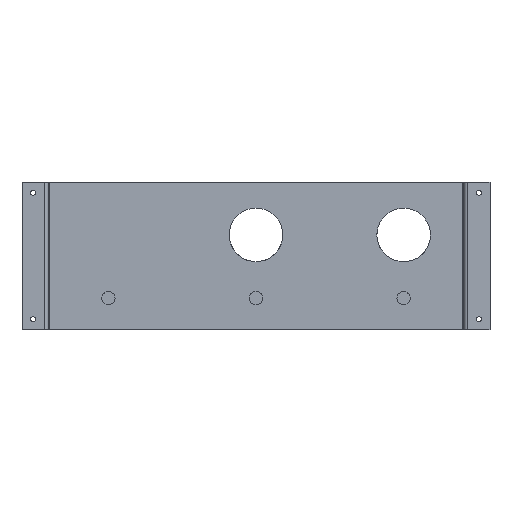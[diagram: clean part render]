
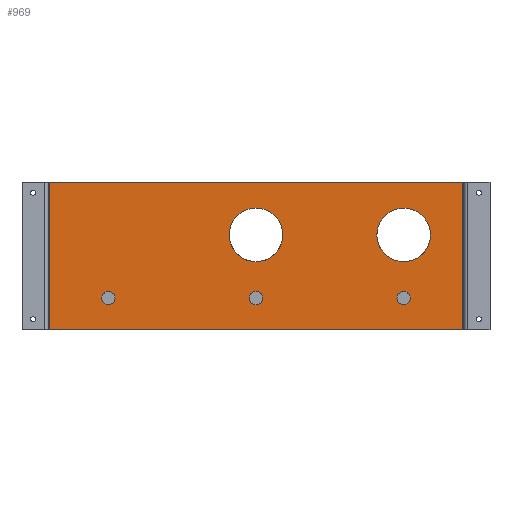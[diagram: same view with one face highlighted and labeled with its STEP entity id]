
A CAD part, front view. The second image highlights one B-rep face of the part: STEP entity #969.
In plain terms, the highlighted planar face has unit normal (0, -1, 0).
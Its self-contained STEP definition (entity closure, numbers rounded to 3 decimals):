
#5 = CARTESIAN_POINT ( 'NONE',  ( 200., -3.18, -70. ) ) ;
#9 = VERTEX_POINT ( 'NONE', #1550 ) ;
#13 = ORIENTED_EDGE ( 'NONE', *, *, #1792, .T. ) ;
#24 = EDGE_CURVE ( 'NONE', #683, #1599, #3029, .T. ) ;
#69 = CARTESIAN_POINT ( 'NONE',  ( 0., -3.18, -46.35 ) ) ;
#80 = ORIENTED_EDGE ( 'NONE', *, *, #2353, .T. ) ;
#91 = EDGE_LOOP ( 'NONE', ( #249, #412, #3168, #988 ) ) ;
#96 = EDGE_CURVE ( 'NONE', #1599, #430, #240, .T. ) ;
#98 = ORIENTED_EDGE ( 'NONE', *, *, #1368, .T. ) ;
#135 = EDGE_CURVE ( 'NONE', #1572, #1334, #1890, .T. ) ;
#233 = DIRECTION ( 'NONE',  ( 0., 1., 0. ) ) ;
#240 = LINE ( 'NONE', #5, #472 ) ;
#246 = VECTOR ( 'NONE', #494, 1000. ) ;
#249 = ORIENTED_EDGE ( 'NONE', *, *, #3202, .F. ) ;
#292 = DIRECTION ( 'NONE',  ( 0., 1., 0. ) ) ;
#301 = VECTOR ( 'NONE', #3079, 1000. ) ;
#318 = PLANE ( 'NONE',  #3089 ) ;
#323 = DIRECTION ( 'NONE',  ( 0., 0., -1. ) ) ;
#333 = CARTESIAN_POINT ( 'NONE',  ( 0., -3.18, 20. ) ) ;
#344 = ORIENTED_EDGE ( 'NONE', *, *, #2291, .T. ) ;
#357 = VERTEX_POINT ( 'NONE', #951 ) ;
#371 = AXIS2_PLACEMENT_3D ( 'NONE', #993, #960, #2752 ) ;
#376 = CARTESIAN_POINT ( 'NONE',  ( 140., -3.18, 45.4 ) ) ;
#411 = DIRECTION ( 'NONE',  ( 0., 1., 0. ) ) ;
#412 = ORIENTED_EDGE ( 'NONE', *, *, #2993, .F. ) ;
#430 = VERTEX_POINT ( 'NONE', #1238 ) ;
#472 = VECTOR ( 'NONE', #1782, 1000. ) ;
#494 = DIRECTION ( 'NONE',  ( 0., 0., 1. ) ) ;
#504 = EDGE_CURVE ( 'NONE', #1334, #1572, #3191, .T. ) ;
#587 = CARTESIAN_POINT ( 'NONE',  ( 0., -3.18, 0. ) ) ;
#625 = CARTESIAN_POINT ( 'NONE',  ( -140., -3.18, -40. ) ) ;
#638 = DIRECTION ( 'NONE',  ( 0., 1., 0. ) ) ;
#650 = CIRCLE ( 'NONE', #3150, 6.35 ) ;
#660 = CARTESIAN_POINT ( 'NONE',  ( 196.02, -3.18, 70. ) ) ;
#683 = VERTEX_POINT ( 'NONE', #660 ) ;
#743 = CARTESIAN_POINT ( 'NONE',  ( 196.02, -3.18, -70. ) ) ;
#766 = VERTEX_POINT ( 'NONE', #2890 ) ;
#778 = LINE ( 'NONE', #2787, #301 ) ;
#780 = DIRECTION ( 'NONE',  ( 0., 0., -1. ) ) ;
#893 = ORIENTED_EDGE ( 'NONE', *, *, #1148, .T. ) ;
#912 = VERTEX_POINT ( 'NONE', #1483 ) ;
#939 = ORIENTED_EDGE ( 'NONE', *, *, #2632, .T. ) ;
#951 = CARTESIAN_POINT ( 'NONE',  ( 0., -3.18, -33.65 ) ) ;
#960 = DIRECTION ( 'NONE',  ( 0., 1., 0. ) ) ;
#969 = ADVANCED_FACE ( 'NONE', ( #3000, #1222, #3269, #1286, #2595, #3066 ), #318, .T. ) ;
#988 = ORIENTED_EDGE ( 'NONE', *, *, #24, .F. ) ;
#993 = CARTESIAN_POINT ( 'NONE',  ( 140., -3.18, 20. ) ) ;
#995 = EDGE_LOOP ( 'NONE', ( #344, #2394 ) ) ;
#1002 = CARTESIAN_POINT ( 'NONE',  ( 140., -3.18, -33.65 ) ) ;
#1032 = CARTESIAN_POINT ( 'NONE',  ( 140., -3.18, -5.4 ) ) ;
#1148 = EDGE_CURVE ( 'NONE', #912, #9, #2432, .T. ) ;
#1158 = VERTEX_POINT ( 'NONE', #2612 ) ;
#1211 = DIRECTION ( 'NONE',  ( 0., 0., -1. ) ) ;
#1222 = FACE_BOUND ( 'NONE', #1396, .T. ) ;
#1238 = CARTESIAN_POINT ( 'NONE',  ( -196.02, -3.18, -70. ) ) ;
#1286 = FACE_BOUND ( 'NONE', #3104, .T. ) ;
#1321 = DIRECTION ( 'NONE',  ( 0., -1., 0. ) ) ;
#1324 = CARTESIAN_POINT ( 'NONE',  ( 0., -3.18, -40. ) ) ;
#1334 = VERTEX_POINT ( 'NONE', #2451 ) ;
#1368 = EDGE_CURVE ( 'NONE', #2263, #2774, #2656, .T. ) ;
#1396 = EDGE_LOOP ( 'NONE', ( #1964, #2232 ) ) ;
#1412 = DIRECTION ( 'NONE',  ( 0., 0., -1. ) ) ;
#1419 = AXIS2_PLACEMENT_3D ( 'NONE', #3058, #1505, #2028 ) ;
#1428 = VERTEX_POINT ( 'NONE', #2180 ) ;
#1440 = LINE ( 'NONE', #2995, #246 ) ;
#1483 = CARTESIAN_POINT ( 'NONE',  ( 0., -3.18, -5.4 ) ) ;
#1505 = DIRECTION ( 'NONE',  ( 0., 1., 0. ) ) ;
#1550 = CARTESIAN_POINT ( 'NONE',  ( 0., -3.18, 45.4 ) ) ;
#1572 = VERTEX_POINT ( 'NONE', #1002 ) ;
#1585 = DIRECTION ( 'NONE',  ( 0., 0., 1. ) ) ;
#1599 = VERTEX_POINT ( 'NONE', #743 ) ;
#1691 = AXIS2_PLACEMENT_3D ( 'NONE', #625, #2798, #2295 ) ;
#1709 = EDGE_LOOP ( 'NONE', ( #80, #939 ) ) ;
#1782 = DIRECTION ( 'NONE',  ( -1., 0., 0. ) ) ;
#1792 = EDGE_CURVE ( 'NONE', #9, #912, #2498, .T. ) ;
#1804 = VERTEX_POINT ( 'NONE', #69 ) ;
#1855 = DIRECTION ( 'NONE',  ( 0., 1., 0. ) ) ;
#1890 = CIRCLE ( 'NONE', #1997, 6.35 ) ;
#1922 = AXIS2_PLACEMENT_3D ( 'NONE', #2779, #233, #2004 ) ;
#1964 = ORIENTED_EDGE ( 'NONE', *, *, #135, .T. ) ;
#1997 = AXIS2_PLACEMENT_3D ( 'NONE', #2809, #2070, #2265 ) ;
#2004 = DIRECTION ( 'NONE',  ( 0., 0., 1. ) ) ;
#2011 = CIRCLE ( 'NONE', #2710, 6.35 ) ;
#2025 = CARTESIAN_POINT ( 'NONE',  ( 140., -3.18, -40. ) ) ;
#2028 = DIRECTION ( 'NONE',  ( 0., 0., 1. ) ) ;
#2070 = DIRECTION ( 'NONE',  ( 0., 1., 0. ) ) ;
#2106 = DIRECTION ( 'NONE',  ( 0., 0., -1. ) ) ;
#2111 = VECTOR ( 'NONE', #780, 1000. ) ;
#2162 = AXIS2_PLACEMENT_3D ( 'NONE', #333, #1855, #1585 ) ;
#2180 = CARTESIAN_POINT ( 'NONE',  ( -140., -3.18, -33.65 ) ) ;
#2192 = CIRCLE ( 'NONE', #2259, 6.35 ) ;
#2215 = AXIS2_PLACEMENT_3D ( 'NONE', #2025, #292, #323 ) ;
#2232 = ORIENTED_EDGE ( 'NONE', *, *, #504, .T. ) ;
#2259 = AXIS2_PLACEMENT_3D ( 'NONE', #3024, #2785, #1211 ) ;
#2263 = VERTEX_POINT ( 'NONE', #1032 ) ;
#2265 = DIRECTION ( 'NONE',  ( 0., 0., -1. ) ) ;
#2291 = EDGE_CURVE ( 'NONE', #1428, #1158, #2499, .T. ) ;
#2295 = DIRECTION ( 'NONE',  ( 0., 0., -1. ) ) ;
#2341 = DIRECTION ( 'NONE',  ( 0., 0., -1. ) ) ;
#2353 = EDGE_CURVE ( 'NONE', #357, #1804, #2011, .T. ) ;
#2394 = ORIENTED_EDGE ( 'NONE', *, *, #2470, .T. ) ;
#2407 = EDGE_LOOP ( 'NONE', ( #3151, #98 ) ) ;
#2432 = CIRCLE ( 'NONE', #2162, 25.4 ) ;
#2451 = CARTESIAN_POINT ( 'NONE',  ( 140., -3.18, -46.35 ) ) ;
#2470 = EDGE_CURVE ( 'NONE', #1158, #1428, #650, .T. ) ;
#2498 = CIRCLE ( 'NONE', #1419, 25.4 ) ;
#2499 = CIRCLE ( 'NONE', #1691, 6.35 ) ;
#2520 = CARTESIAN_POINT ( 'NONE',  ( 196.02, -3.18, 70. ) ) ;
#2595 = FACE_OUTER_BOUND ( 'NONE', #91, .T. ) ;
#2612 = CARTESIAN_POINT ( 'NONE',  ( -140., -3.18, -46.35 ) ) ;
#2632 = EDGE_CURVE ( 'NONE', #1804, #357, #2192, .T. ) ;
#2656 = CIRCLE ( 'NONE', #371, 25.4 ) ;
#2663 = EDGE_CURVE ( 'NONE', #2774, #2263, #3221, .T. ) ;
#2690 = CARTESIAN_POINT ( 'NONE',  ( -140., -3.18, -40. ) ) ;
#2710 = AXIS2_PLACEMENT_3D ( 'NONE', #1324, #638, #2106 ) ;
#2752 = DIRECTION ( 'NONE',  ( 0., 0., 1. ) ) ;
#2774 = VERTEX_POINT ( 'NONE', #376 ) ;
#2779 = CARTESIAN_POINT ( 'NONE',  ( 140., -3.18, 20. ) ) ;
#2785 = DIRECTION ( 'NONE',  ( 0., 1., 0. ) ) ;
#2787 = CARTESIAN_POINT ( 'NONE',  ( 200., -3.18, 70. ) ) ;
#2798 = DIRECTION ( 'NONE',  ( 0., 1., 0. ) ) ;
#2809 = CARTESIAN_POINT ( 'NONE',  ( 140., -3.18, -40. ) ) ;
#2890 = CARTESIAN_POINT ( 'NONE',  ( -196.02, -3.18, 70. ) ) ;
#2993 = EDGE_CURVE ( 'NONE', #430, #766, #1440, .T. ) ;
#2995 = CARTESIAN_POINT ( 'NONE',  ( -196.02, -3.18, -70. ) ) ;
#3000 = FACE_BOUND ( 'NONE', #1709, .T. ) ;
#3024 = CARTESIAN_POINT ( 'NONE',  ( 0., -3.18, -40. ) ) ;
#3029 = LINE ( 'NONE', #2520, #2111 ) ;
#3058 = CARTESIAN_POINT ( 'NONE',  ( 0., -3.18, 20. ) ) ;
#3066 = FACE_BOUND ( 'NONE', #995, .T. ) ;
#3079 = DIRECTION ( 'NONE',  ( 1., 0., 0. ) ) ;
#3089 = AXIS2_PLACEMENT_3D ( 'NONE', #587, #1321, #2341 ) ;
#3104 = EDGE_LOOP ( 'NONE', ( #13, #893 ) ) ;
#3150 = AXIS2_PLACEMENT_3D ( 'NONE', #2690, #411, #1412 ) ;
#3151 = ORIENTED_EDGE ( 'NONE', *, *, #2663, .T. ) ;
#3168 = ORIENTED_EDGE ( 'NONE', *, *, #96, .F. ) ;
#3191 = CIRCLE ( 'NONE', #2215, 6.35 ) ;
#3202 = EDGE_CURVE ( 'NONE', #766, #683, #778, .T. ) ;
#3221 = CIRCLE ( 'NONE', #1922, 25.4 ) ;
#3269 = FACE_BOUND ( 'NONE', #2407, .T. ) ;
